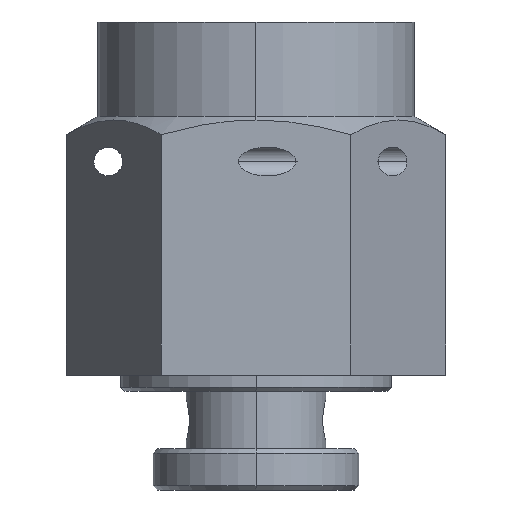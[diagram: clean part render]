
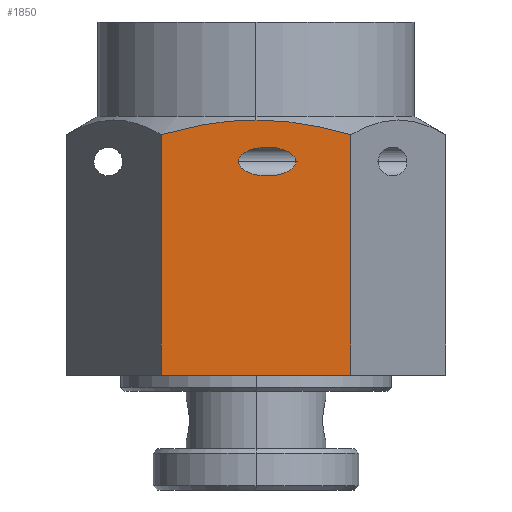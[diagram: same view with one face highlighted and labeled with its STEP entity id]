
A CAD part, left-side view. The second image highlights one B-rep face of the part: STEP entity #1850.
In plain terms, the highlighted planar face has unit normal (-1, 0, 0).
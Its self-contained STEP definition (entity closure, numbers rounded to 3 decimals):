
#13 = CARTESIAN_POINT ( 'NONE',  ( -4., 0., 9.013 ) ) ;
#21 = CARTESIAN_POINT ( 'NONE',  ( -4., 1.558, 8.854 ) ) ;
#25 = EDGE_CURVE ( 'NONE', #1456, #933, #1437, .T. ) ;
#78 = B_SPLINE_CURVE_WITH_KNOTS ( 'NONE', 3,
 ( #2093, #1751, #1934, #2114, #874, #178 ),
 .UNSPECIFIED., .F., .F.,
 ( 4, 2, 4 ),
 ( 0.014, 0.015, 0.017 ),
 .UNSPECIFIED. ) ;
#90 = CARTESIAN_POINT ( 'NONE',  ( -4., 0.428, 7.3 ) ) ;
#178 = CARTESIAN_POINT ( 'NONE',  ( -4., -2.309, 8.656 ) ) ;
#207 = CARTESIAN_POINT ( 'NONE',  ( -4., 2.309, 8.656 ) ) ;
#220 = VECTOR ( 'NONE', #1966, 1000. ) ;
#427 = ORIENTED_EDGE ( 'NONE', *, *, #627, .F. ) ;
#437 = ORIENTED_EDGE ( 'NONE', *, *, #953, .F. ) ;
#444 = CARTESIAN_POINT ( 'NONE',  ( -4., -0.972, 7.3 ) ) ;
#486 = AXIS2_PLACEMENT_3D ( 'NONE', #2006, #934, #2182 ) ;
#530 = EDGE_LOOP ( 'NONE', ( #1358, #871 ) ) ;
#562 = EDGE_CURVE ( 'NONE', #1029, #1456, #667, .T. ) ;
#627 = EDGE_CURVE ( 'NONE', #1029, #2233, #1094, .T. ) ;
#643 = ORIENTED_EDGE ( 'NONE', *, *, #562, .T. ) ;
#656 = CARTESIAN_POINT ( 'NONE',  ( -4., 2.309, 2.8 ) ) ;
#665 = VERTEX_POINT ( 'NONE', #1824 ) ;
#667 = LINE ( 'NONE', #1407, #220 ) ;
#766 = CARTESIAN_POINT ( 'NONE',  ( -4., 0.428, 8. ) ) ;
#852 =( BOUNDED_CURVE ( )  B_SPLINE_CURVE ( 3, ( #2272, #2303, #2279, #1923 ),
 .UNSPECIFIED., .F., .F. ) 
 B_SPLINE_CURVE_WITH_KNOTS ( ( 4, 4 ),
 ( 0., 3.142 ),
 .UNSPECIFIED. ) 
 CURVE ( )  GEOMETRIC_REPRESENTATION_ITEM ( )  RATIONAL_B_SPLINE_CURVE ( ( 1., 0.333, 0.333, 1. ) ) 
 REPRESENTATION_ITEM ( '' )  );
#871 = ORIENTED_EDGE ( 'NONE', *, *, #1764, .T. ) ;
#874 = CARTESIAN_POINT ( 'NONE',  ( -4., -1.934, 8.765 ) ) ;
#896 = ORIENTED_EDGE ( 'NONE', *, *, #25, .T. ) ;
#933 = VERTEX_POINT ( 'NONE', #1183 ) ;
#934 = DIRECTION ( 'NONE',  ( 1., 0., 0. ) ) ;
#940 = EDGE_CURVE ( 'NONE', #1936, #933, #1110, .T. ) ;
#953 = EDGE_CURVE ( 'NONE', #2233, #1936, #78, .T. ) ;
#1029 = VERTEX_POINT ( 'NONE', #1056 ) ;
#1056 = CARTESIAN_POINT ( 'NONE',  ( -4., 2.309, 8.656 ) ) ;
#1062 = VECTOR ( 'NONE', #1894, 1000. ) ;
#1094 = B_SPLINE_CURVE_WITH_KNOTS ( 'NONE', 3,
 ( #207, #2164, #21, #1266, #1636, #13 ),
 .UNSPECIFIED., .F., .F.,
 ( 4, 2, 4 ),
 ( 0.012, 0.013, 0.014 ),
 .UNSPECIFIED. ) ;
#1110 = LINE ( 'NONE', #1565, #1760 ) ;
#1164 = CARTESIAN_POINT ( 'NONE',  ( -4., 0., 9.013 ) ) ;
#1183 = CARTESIAN_POINT ( 'NONE',  ( -4., -2.309, 2.8 ) ) ;
#1192 = ORIENTED_EDGE ( 'NONE', *, *, #940, .F. ) ;
#1245 =( BOUNDED_CURVE ( )  B_SPLINE_CURVE ( 3, ( #1281, #444, #90, #1841 ),
 .UNSPECIFIED., .F., .T. ) 
 B_SPLINE_CURVE_WITH_KNOTS ( ( 4, 4 ),
 ( 3.142, 6.283 ),
 .UNSPECIFIED. ) 
 CURVE ( )  GEOMETRIC_REPRESENTATION_ITEM ( )  RATIONAL_B_SPLINE_CURVE ( ( 1., 0.333, 0.333, 1. ) ) 
 REPRESENTATION_ITEM ( '' )  );
#1266 = CARTESIAN_POINT ( 'NONE',  ( -4., 0.787, 8.979 ) ) ;
#1281 = CARTESIAN_POINT ( 'NONE',  ( -4., -0.972, 8. ) ) ;
#1358 = ORIENTED_EDGE ( 'NONE', *, *, #1511, .T. ) ;
#1407 = CARTESIAN_POINT ( 'NONE',  ( -4., 2.309, 11.4 ) ) ;
#1437 = LINE ( 'NONE', #656, #1062 ) ;
#1456 = VERTEX_POINT ( 'NONE', #1635 ) ;
#1511 = EDGE_CURVE ( 'NONE', #665, #2138, #1245, .T. ) ;
#1553 = DIRECTION ( 'NONE',  ( 0., 0., -1. ) ) ;
#1565 = CARTESIAN_POINT ( 'NONE',  ( -4., -2.309, 11.4 ) ) ;
#1606 = EDGE_LOOP ( 'NONE', ( #427, #643, #896, #1192, #437 ) ) ;
#1635 = CARTESIAN_POINT ( 'NONE',  ( -4., 2.309, 2.8 ) ) ;
#1636 = CARTESIAN_POINT ( 'NONE',  ( -4., 0.391, 9.013 ) ) ;
#1730 = FACE_OUTER_BOUND ( 'NONE', #1606, .T. ) ;
#1751 = CARTESIAN_POINT ( 'NONE',  ( -4., -0.391, 9.013 ) ) ;
#1760 = VECTOR ( 'NONE', #1553, 1000. ) ;
#1764 = EDGE_CURVE ( 'NONE', #2138, #665, #852, .T. ) ;
#1824 = CARTESIAN_POINT ( 'NONE',  ( -4., -0.972, 8. ) ) ;
#1834 = PLANE ( 'NONE',  #486 ) ;
#1841 = CARTESIAN_POINT ( 'NONE',  ( -4., 0.428, 8. ) ) ;
#1850 = ADVANCED_FACE ( 'NONE', ( #1868, #1730 ), #1834, .F. ) ;
#1868 = FACE_BOUND ( 'NONE', #530, .T. ) ;
#1894 = DIRECTION ( 'NONE',  ( 0., -1., 0. ) ) ;
#1923 = CARTESIAN_POINT ( 'NONE',  ( -4., -0.972, 8. ) ) ;
#1934 = CARTESIAN_POINT ( 'NONE',  ( -4., -0.778, 8.98 ) ) ;
#1936 = VERTEX_POINT ( 'NONE', #2085 ) ;
#1966 = DIRECTION ( 'NONE',  ( 0., 0., -1. ) ) ;
#2006 = CARTESIAN_POINT ( 'NONE',  ( -4., 2.309, 11.4 ) ) ;
#2085 = CARTESIAN_POINT ( 'NONE',  ( -4., -2.309, 8.656 ) ) ;
#2093 = CARTESIAN_POINT ( 'NONE',  ( -4., 0., 9.013 ) ) ;
#2114 = CARTESIAN_POINT ( 'NONE',  ( -4., -1.549, 8.856 ) ) ;
#2138 = VERTEX_POINT ( 'NONE', #766 ) ;
#2164 = CARTESIAN_POINT ( 'NONE',  ( -4., 1.936, 8.764 ) ) ;
#2182 = DIRECTION ( 'NONE',  ( 0., 1., 0. ) ) ;
#2233 = VERTEX_POINT ( 'NONE', #1164 ) ;
#2272 = CARTESIAN_POINT ( 'NONE',  ( -4., 0.428, 8. ) ) ;
#2279 = CARTESIAN_POINT ( 'NONE',  ( -4., -0.972, 8.7 ) ) ;
#2303 = CARTESIAN_POINT ( 'NONE',  ( -4., 0.428, 8.7 ) ) ;
